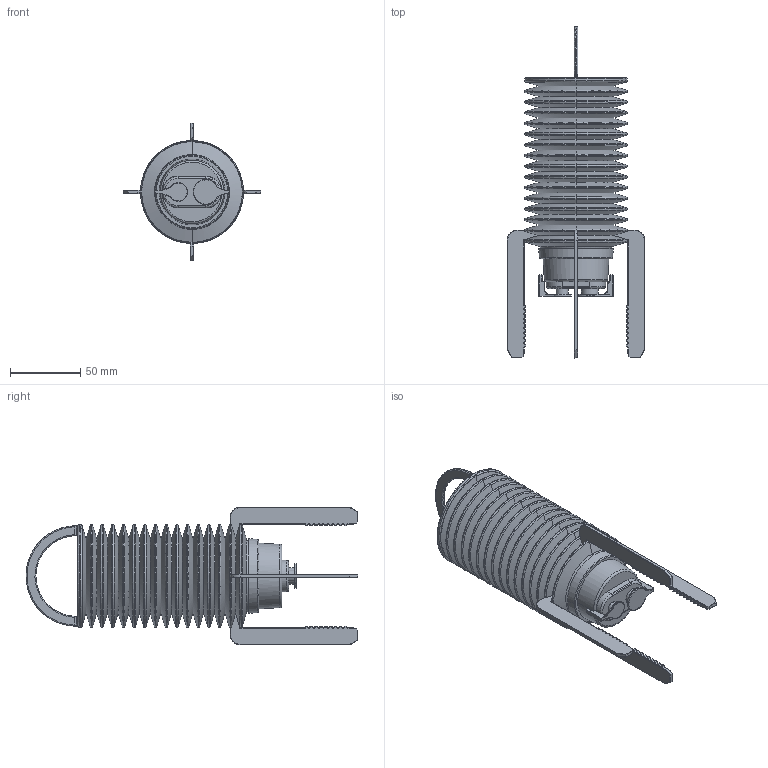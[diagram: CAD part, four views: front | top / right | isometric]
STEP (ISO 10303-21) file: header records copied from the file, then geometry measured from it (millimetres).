
FILE_DESCRIPTION(('FreeCAD Model'),'2;1');
FILE_NAME('Open CASCADE Shape Model','2025-04-29T06:12:38',('FreeCAD'),( 'FreeCAD'),'Open CASCADE STEP processor 7.6','FreeCAD','Unknown');
FILE_SCHEMA(('AUTOMOTIVE_DESIGN { 1 0 10303 214 1 1 1 1 }'));
Products named in the file (1): Open CASCADE STEP translator 7.6 1
Bounding box: 97.8 x 235.66 x 97.8 mm (x, y, z)
Volume: 84579.7 mm3; surface area: 173473.4 mm2
Topology: 9 solids, 9 shells, 1520 faces, 3479 edges, 1945 vertices
Faces by surface type: bspline 1520
Entity records: 45492 total; most frequent: CARTESIAN_POINT 27282, ORIENTED_EDGE 6878, EDGE_CURVE 3439, VERTEX_POINT 1945, FACE_BOUND 1528, EDGE_LOOP 1528, ADVANCED_FACE 1520, B_SPLINE_CURVE_WITH_KNOTS 1199
